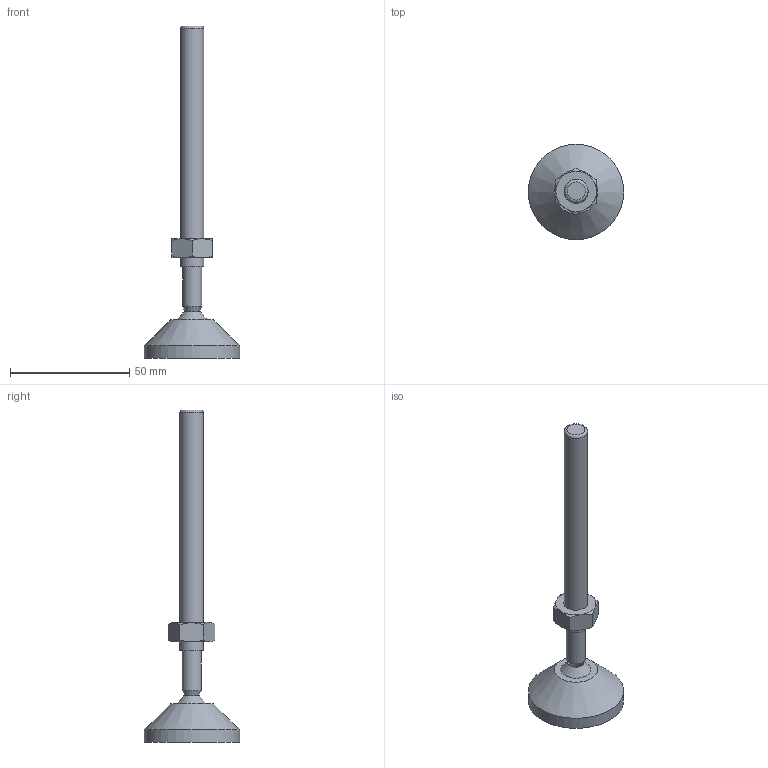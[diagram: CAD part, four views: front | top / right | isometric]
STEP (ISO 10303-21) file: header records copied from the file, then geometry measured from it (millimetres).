
FILE_DESCRIPTION(/* description */ (''),/* implementation_level */ '2;1');
FILE_NAME(/* name */ '30-M10D40-1.step',/* time_stamp */ '2022-06-24T14:29:25-04:00',/* author */ (''),/* organization */ (''),/* preprocessor_version */ 'ST-DEVELOPER v19',/* originating_system */ 'Autodesk Translation Framework v11.7.0.108',/* authorisation */ '');
FILE_SCHEMA (('AUTOMOTIVE_DESIGN { 1 0 10303 214 3 1 1 }'));
Length unit declared in the file: millimetre
Products named in the file (2): Working 6-24-22a; 91423A130_Fine-Thread Medium-Strength Steel Hex Nut
Assembly tree (1 placements, depth 2):
  Working 6-24-22a
    91423A130_Fine-Thread Medium-Strength Steel Hex Nut
Bounding box: 40 x 40 x 139.28 mm (x, y, z)
Volume: 24597.7 mm3; surface area: 8843.2 mm2
Topology: 4 solids, 4 shells, 50 faces, 103 edges, 62 vertices
Faces by surface type: cone 19, plane 15, cylinder 12, bspline 3, torus 1
Full cylindrical faces by diameter (mm): 8 x1, 9.85 x1, 10 x6, 12.694 x1, 40 x1
Entity records: 2837 total; most frequent: CARTESIAN_POINT 1830, ORIENTED_EDGE 206, DIRECTION 190, EDGE_CURVE 103, AXIS2_PLACEMENT_3D 84, VERTEX_POINT 62, EDGE_LOOP 53, FACE_OUTER_BOUND 50
